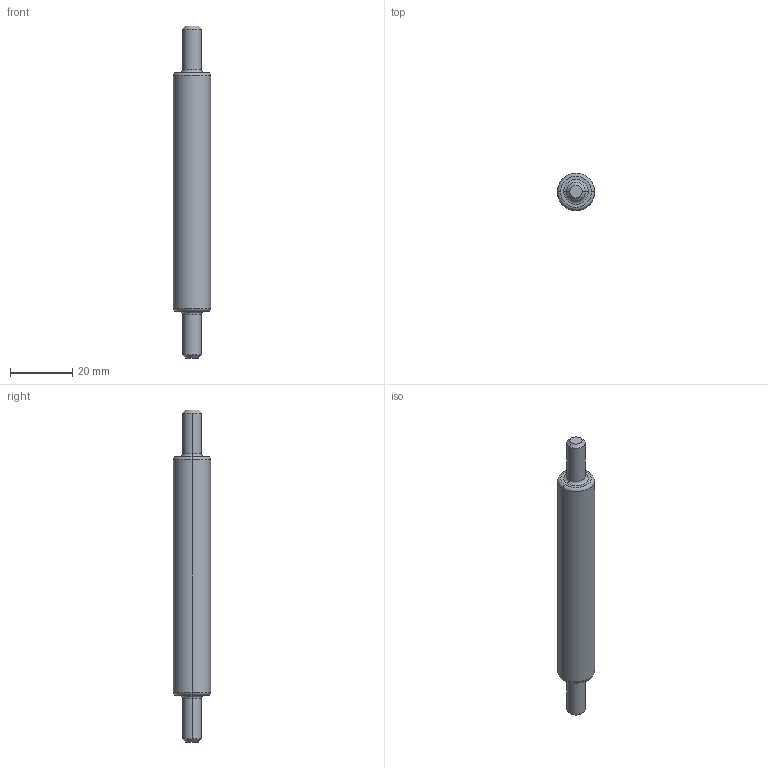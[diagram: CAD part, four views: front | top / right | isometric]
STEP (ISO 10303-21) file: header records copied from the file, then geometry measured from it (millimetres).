
FILE_DESCRIPTION (( 'STEP AP214' ), '1' );
FILE_NAME ('REM_USI_03.STEP', '2020-12-17T08:58:57', ( '' ), ( '' ), 'SwSTEP 2.0', 'SolidWorks 2020', '' );
FILE_SCHEMA (( 'AUTOMOTIVE_DESIGN' ));
Length unit declared in the file: millimetre
Products named in the file (1): REM_USI_03
Bounding box: 12 x 12 x 107 mm (x, y, z)
Volume: 9533.1 mm3; surface area: 3621.3 mm2
Topology: 1 solids, 1 shells, 22 faces, 42 edges, 24 vertices
Faces by surface type: torus 8, cylinder 6, cone 4, plane 4
Entity records: 596 total; most frequent: DIRECTION 120, CARTESIAN_POINT 89, ORIENTED_EDGE 84, AXIS2_PLACEMENT_3D 55, EDGE_CURVE 42, CIRCLE 32, EDGE_LOOP 24, VERTEX_POINT 24
